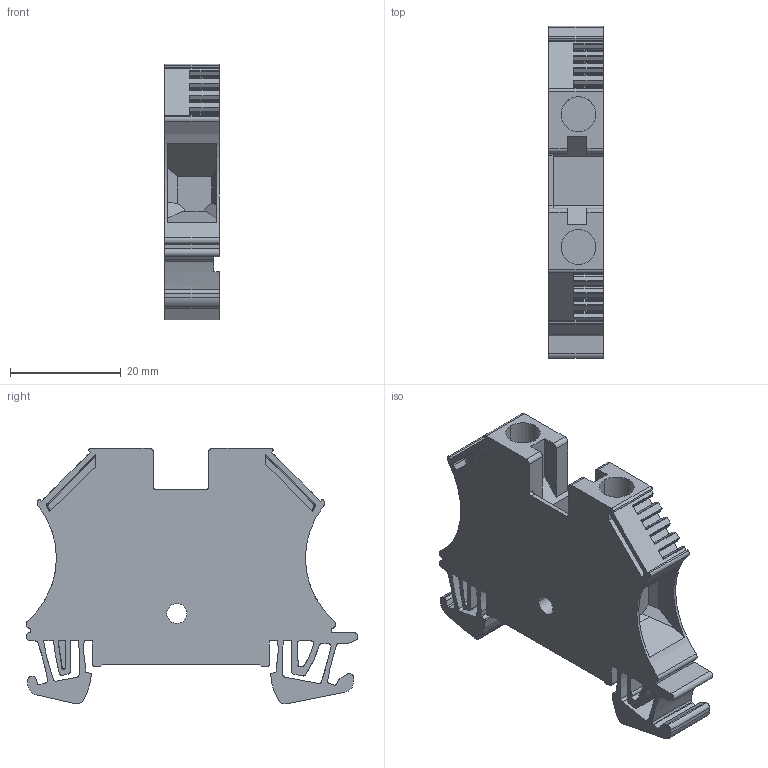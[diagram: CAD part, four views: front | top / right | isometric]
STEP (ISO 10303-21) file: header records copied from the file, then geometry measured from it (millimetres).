
FILE_DESCRIPTION(('CATIA V5 STEP Exchange','CAx-IF Rec.Pracs.--- Model Styling and Organization---1.5--- 2016-08-15','CAx-IF Rec.Pracs.---Supplemental Geometry---1.0---2011-11-01','CAx-IF Rec.Pracs.--- Composite Materials ---1.1---2010-07-15'),'2;1');
FILE_NAME ('361643_5_2821630000_2821630000.stp','2024-06-06T05:43:04+00:00',('none'),('Weidmueller'),'CATIA Version 5-6 Release 2022 SP4 HF5','CATIA V5 STEP AP214 v3','none');
FILE_SCHEMA(('AUTOMOTIVE_DESIGN { 1 0 10303 214 1 1 1 1 }'));
Length unit declared in the file: millimetre
Products named in the file (1): 2821630000_WDU_10_BR
Bounding box: 9.9 x 60 x 46.25 mm (x, y, z)
Volume: 15114 mm3; surface area: 8720.2 mm2
Topology: 1 solids, 1 shells, 343 faces, 1034 edges, 699 vertices
Faces by surface type: plane 220, cylinder 97, extrusion 17, cone 7, bspline 2
Entity records: 11806 total; most frequent: CARTESIAN_POINT 2459, ORIENTED_EDGE 2068, DIRECTION 1520, EDGE_CURVE 1034, VECTOR 781, LINE 764, VERTEX_POINT 699, AXIS2_PLACEMENT_3D 478
